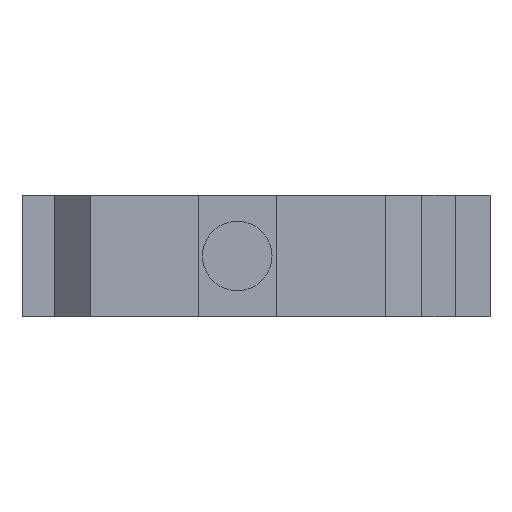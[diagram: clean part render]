
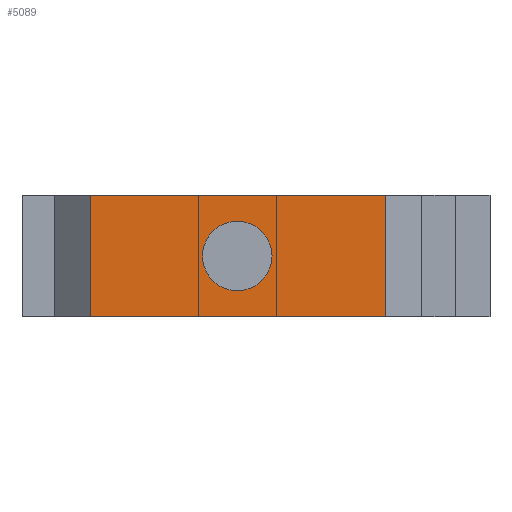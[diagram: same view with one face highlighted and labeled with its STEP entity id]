
A CAD part, front view. The second image highlights one B-rep face of the part: STEP entity #5089.
In plain terms, the highlighted planar face has unit normal (0, -1, 0).
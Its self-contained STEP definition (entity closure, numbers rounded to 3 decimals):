
#64=FACE_BOUND('',#770,.T.);
#240=PLANE('',#5443);
#484=FACE_OUTER_BOUND('',#769,.T.);
#769=EDGE_LOOP('',(#4590,#4591,#4592,#4593));
#770=EDGE_LOOP('',(#4594));
#888=CIRCLE('',#5168,4.);
#1034=LINE('',#8177,#1586);
#1492=LINE('',#11943,#2044);
#1514=LINE('',#11986,#2066);
#1515=LINE('',#11988,#2067);
#1586=VECTOR('',#5651,10.);
#2044=VECTOR('',#6615,10.);
#2066=VECTOR('',#6661,10.);
#2067=VECTOR('',#6664,10.);
#2168=VERTEX_POINT('',#8134);
#2183=VERTEX_POINT('',#8174);
#2184=VERTEX_POINT('',#8176);
#2550=VERTEX_POINT('',#11941);
#2559=VERTEX_POINT('',#11984);
#2703=EDGE_CURVE('',#2168,#2168,#888,.T.);
#2722=EDGE_CURVE('',#2183,#2184,#1034,.T.);
#3272=EDGE_CURVE('',#2550,#2183,#1492,.T.);
#3294=EDGE_CURVE('',#2559,#2184,#1514,.T.);
#3295=EDGE_CURVE('',#2550,#2559,#1515,.T.);
#4590=ORIENTED_EDGE('',*,*,#3295,.T.);
#4591=ORIENTED_EDGE('',*,*,#3294,.T.);
#4592=ORIENTED_EDGE('',*,*,#2722,.F.);
#4593=ORIENTED_EDGE('',*,*,#3272,.F.);
#4594=ORIENTED_EDGE('',*,*,#2703,.T.);
#5089=ADVANCED_FACE('',(#484,#64),#240,.T.);
#5168=AXIS2_PLACEMENT_3D('',#8136,#5616,#5617);
#5443=AXIS2_PLACEMENT_3D('',#11987,#6662,#6663);
#5616=DIRECTION('center_axis',(0.,1.,0.));
#5617=DIRECTION('ref_axis',(0.,0.,
1.));
#5651=DIRECTION('',(1.,0.,0.));
#6615=DIRECTION('',(0.,0.,1.));
#6661=DIRECTION('',(0.,0.,1.));
#6662=DIRECTION('center_axis',(0.,-1.,0.));
#6663=DIRECTION('ref_axis',(1.,0.,0.));
#6664=DIRECTION('',(1.,0.,0.));
#8134=CARTESIAN_POINT('',(-17.052,-7.86,3.));
#8136=CARTESIAN_POINT('Origin',(-17.052,-7.86,7.));
#8174=CARTESIAN_POINT('',(-33.94,-7.86,14.));
#8176=CARTESIAN_POINT('',(0.,-7.86,14.));
#8177=CARTESIAN_POINT('',(-33.94,-7.86,14.));
#11941=CARTESIAN_POINT('',(-33.94,-7.86,0.));
#11943=CARTESIAN_POINT('',(-33.94,-7.86,0.));
#11984=CARTESIAN_POINT('',(0.,-7.86,0.));
#11986=CARTESIAN_POINT('',(0.,-7.86,0.));
#11987=CARTESIAN_POINT('Origin',(-2.809,-7.86,0.));
#11988=CARTESIAN_POINT('',(-33.94,-7.86,0.));
